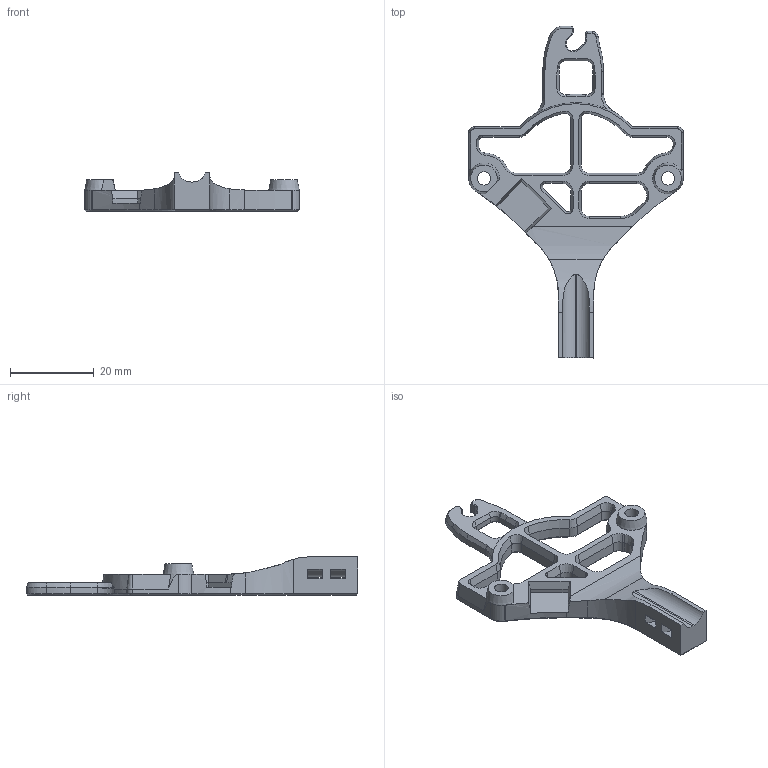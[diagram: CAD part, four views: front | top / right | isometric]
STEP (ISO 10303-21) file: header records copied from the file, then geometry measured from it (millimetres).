
FILE_DESCRIPTION(/* description */ ('A4T - THB Mount - Sherpa-Mini'),/* implementation_level */ '2;1');
FILE_NAME(/* name */ 'Sherpa Board Mount.step',/* time_stamp */ '2025-05-11T19:08:03-04:00',/* author */ (''),/* organization */ (''),/* preprocessor_version */ 'ST-DEVELOPER v20.1',/* originating_system */ 'Autodesk Translation Framework v14.4.0.0',/* authorisation */ '');
FILE_SCHEMA (('AUTOMOTIVE_DESIGN { 1 0 10303 214 3 1 1 }'));
Length unit declared in the file: millimetre
Products named in the file (1): A4T - THB Mount - Sherpa-Mini
Bounding box: 51.18 x 79.1 x 9.2 mm (x, y, z)
Volume: 5659.6 mm3; surface area: 4870.5 mm2
Topology: 1 solids, 1 shells, 320 faces, 781 edges, 463 vertices
Faces by surface type: plane 128, cone 106, cylinder 72, bspline 14
Full cylindrical faces by diameter (mm): 3.2 x2
Entity records: 9740 total; most frequent: CARTESIAN_POINT 2161, DIRECTION 1602, ORIENTED_EDGE 1562, EDGE_CURVE 781, AXIS2_PLACEMENT_3D 565, LINE 472, VECTOR 472, VERTEX_POINT 463
